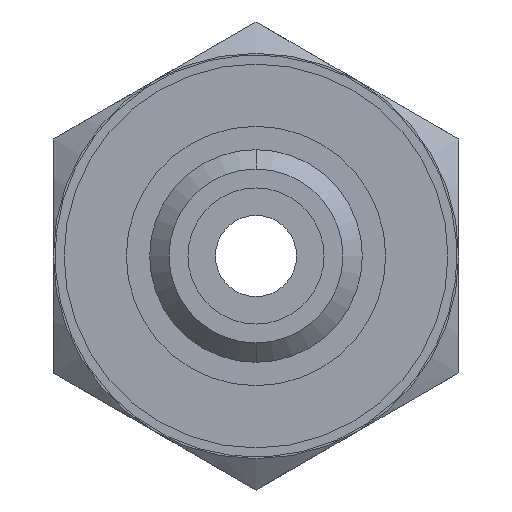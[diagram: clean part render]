
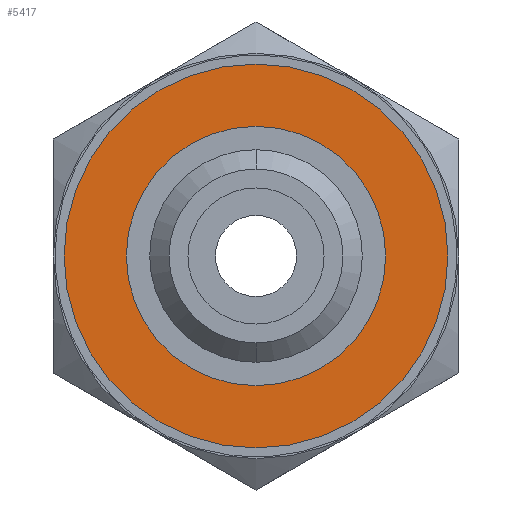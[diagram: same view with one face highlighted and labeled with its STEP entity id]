
A CAD part, front view. The second image highlights one B-rep face of the part: STEP entity #5417.
In plain terms, the highlighted planar face has unit normal (0, -1, 0).
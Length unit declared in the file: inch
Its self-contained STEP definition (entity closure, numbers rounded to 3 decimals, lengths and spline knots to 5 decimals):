
#1852 = CARTESIAN_POINT ( 'NONE',  ( 0., 0., -0.296 ) ) ;
#1857 = DIRECTION ( 'NONE',  ( 0., 0., 1. ) ) ;
#1858 = DIRECTION ( 'NONE',  ( 0., 1., 0. ) ) ;
#1859 = CARTESIAN_POINT ( 'NONE',  ( 0., 0., 0. ) ) ;
#1860 = AXIS2_PLACEMENT_3D ( 'NONE', #1859, #1858, #1857 ) ;
#1861 = CIRCLE ( 'NONE', #1860, 0.296 ) ;
#1950 = CARTESIAN_POINT ( 'NONE',  ( 0., 0., -0.2 ) ) ;
#1962 = CARTESIAN_POINT ( 'NONE',  ( 0., 0., 0.2 ) ) ;
#2013 = DIRECTION ( 'NONE',  ( 0., 0., 1. ) ) ;
#2014 = DIRECTION ( 'NONE',  ( 0., -1., 0. ) ) ;
#2015 = CARTESIAN_POINT ( 'NONE',  ( 0., 0., 0. ) ) ;
#2016 = AXIS2_PLACEMENT_3D ( 'NONE', #2015, #2014, #2013 ) ;
#2021 = CIRCLE ( 'NONE', #2016, 0.2 ) ;
#2112 = CARTESIAN_POINT ( 'NONE',  ( 0., 0., 0.296 ) ) ;
#2844 = DIRECTION ( 'NONE',  ( 0., 0., 1. ) ) ;
#2845 = DIRECTION ( 'NONE',  ( 0., 1., 0. ) ) ;
#2846 = CARTESIAN_POINT ( 'NONE',  ( 0., 0., 0. ) ) ;
#2847 = AXIS2_PLACEMENT_3D ( 'NONE', #2846, #2845, #2844 ) ;
#2848 = CIRCLE ( 'NONE', #2847, 0.296 ) ;
#2905 = DIRECTION ( 'NONE',  ( 0., 0., 1. ) ) ;
#2906 = DIRECTION ( 'NONE',  ( 0., 1., 0. ) ) ;
#2907 = CARTESIAN_POINT ( 'NONE',  ( 0., 0., 0. ) ) ;
#2908 = AXIS2_PLACEMENT_3D ( 'NONE', #2907, #2906, #2905 ) ;
#2909 = PLANE ( 'NONE',  #2908 ) ;
#2910 = FACE_BOUND ( 'NONE', #5401, .T. ) ;
#2911 = FACE_OUTER_BOUND ( 'NONE', #5397, .T. ) ;
#2932 = DIRECTION ( 'NONE',  ( 0., 0., 1. ) ) ;
#2933 = DIRECTION ( 'NONE',  ( 0., -1., 0. ) ) ;
#2934 = CARTESIAN_POINT ( 'NONE',  ( 0., 0., 0. ) ) ;
#2935 = AXIS2_PLACEMENT_3D ( 'NONE', #2934, #2933, #2932 ) ;
#2936 = CIRCLE ( 'NONE', #2935, 0.2 ) ;
#4971 = EDGE_CURVE ( 'NONE', #5077, #4974, #1861, .T. ) ;
#4974 = VERTEX_POINT ( 'NONE', #1852 ) ;
#4997 = VERTEX_POINT ( 'NONE', #1950 ) ;
#5016 = VERTEX_POINT ( 'NONE', #1962 ) ;
#5018 = EDGE_CURVE ( 'NONE', #4997, #5016, #2021, .T. ) ;
#5077 = VERTEX_POINT ( 'NONE', #2112 ) ;
#5379 = EDGE_CURVE ( 'NONE', #4974, #5077, #2848, .T. ) ;
#5397 = EDGE_LOOP ( 'NONE', ( #5428, #5404 ) ) ;
#5401 = EDGE_LOOP ( 'NONE', ( #5445, #5448 ) ) ;
#5404 = ORIENTED_EDGE ( 'NONE', *, *, #4971, .F. ) ;
#5417 = ADVANCED_FACE ( 'NONE', ( #2911, #2910 ), #2909, .F. ) ;
#5428 = ORIENTED_EDGE ( 'NONE', *, *, #5379, .F. ) ;
#5437 = EDGE_CURVE ( 'NONE', #5016, #4997, #2936, .T. ) ;
#5445 = ORIENTED_EDGE ( 'NONE', *, *, #5437, .F. ) ;
#5448 = ORIENTED_EDGE ( 'NONE', *, *, #5018, .F. ) ;
